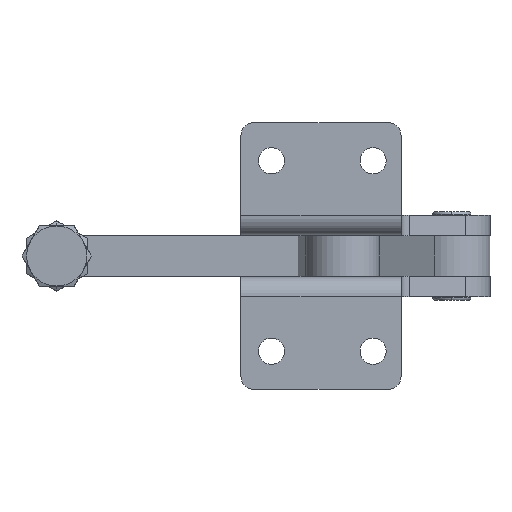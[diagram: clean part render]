
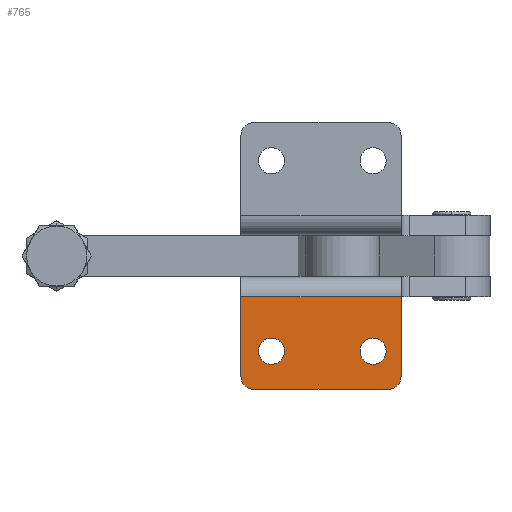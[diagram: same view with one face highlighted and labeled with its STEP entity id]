
A CAD part, front view. The second image highlights one B-rep face of the part: STEP entity #765.
In plain terms, the highlighted planar face has unit normal (0, -1, 0).
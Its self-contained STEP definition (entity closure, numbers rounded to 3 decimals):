
#765 = ADVANCED_FACE ( 'NONE', ( #3562, #3578, #3574 ), #26124, .F. ) ;
#2413 = LINE ( 'NONE', #24920, #2417 ) ;
#2415 = LINE ( 'NONE', #24926, #2422 ) ;
#2416 = CIRCLE ( 'NONE', #8012, 5. ) ;
#2417 = VECTOR ( 'NONE', #24916, 1000. ) ;
#2419 = CIRCLE ( 'NONE', #8015, 5.15 ) ;
#2420 = CIRCLE ( 'NONE', #8013, 5. ) ;
#2422 = VECTOR ( 'NONE', #24910, 1000. ) ;
#2425 = LINE ( 'NONE', #24925, #2429 ) ;
#2427 = LINE ( 'NONE', #24934, #2433 ) ;
#2429 = VECTOR ( 'NONE', #24924, 1000. ) ;
#2431 = CIRCLE ( 'NONE', #8014, 5.15 ) ;
#2433 = VECTOR ( 'NONE', #24935, 1000. ) ;
#2457 = CIRCLE ( 'NONE', #8020, 5.15 ) ;
#2469 = CIRCLE ( 'NONE', #8022, 5.15 ) ;
#3562 = FACE_BOUND ( 'NONE', #17588, .T. ) ;
#3574 = FACE_OUTER_BOUND ( 'NONE', #17590, .T. ) ;
#3578 = FACE_BOUND ( 'NONE', #17584, .T. ) ;
#8012 = AXIS2_PLACEMENT_3D ( 'NONE', #24927, #24928, #24929 ) ;
#8013 = AXIS2_PLACEMENT_3D ( 'NONE', #24931, #24932, #24933 ) ;
#8014 = AXIS2_PLACEMENT_3D ( 'NONE', #24937, #24938, #24939 ) ;
#8015 = AXIS2_PLACEMENT_3D ( 'NONE', #24942, #24943, #24944 ) ;
#8020 = AXIS2_PLACEMENT_3D ( 'NONE', #24967, #24968, #24969 ) ;
#8022 = AXIS2_PLACEMENT_3D ( 'NONE', #24975, #24976, #24977 ) ;
#9157 = AXIS2_PLACEMENT_3D ( 'NONE', #26123, #26121, #26126 ) ;
#14624 = VERTEX_POINT ( 'NONE', #23735 ) ;
#14657 = VERTEX_POINT ( 'NONE', #23768 ) ;
#14677 = VERTEX_POINT ( 'NONE', #23788 ) ;
#14692 = VERTEX_POINT ( 'NONE', #23803 ) ;
#14830 = VERTEX_POINT ( 'NONE', #23941 ) ;
#14890 = VERTEX_POINT ( 'NONE', #24001 ) ;
#14898 = VERTEX_POINT ( 'NONE', #24009 ) ;
#15108 = VERTEX_POINT ( 'NONE', #24219 ) ;
#15109 = VERTEX_POINT ( 'NONE', #24220 ) ;
#17584 = EDGE_LOOP ( 'NONE', ( #23086, #23087 ) ) ;
#17588 = EDGE_LOOP ( 'NONE', ( #23084, #23085 ) ) ;
#17590 = EDGE_LOOP ( 'NONE', ( #23088, #23089, #23090, #23091, #23092, #23093 ) ) ;
#17829 = VERTEX_POINT ( 'NONE', #24624 ) ;
#22662 = EDGE_CURVE ( 'NONE', #15108, #14898, #2413, .T. ) ;
#22663 = EDGE_CURVE ( 'NONE', #14624, #14898, #2416, .T. ) ;
#22664 = EDGE_CURVE ( 'NONE', #14692, #14624, #2415, .T. ) ;
#22665 = EDGE_CURVE ( 'NONE', #14890, #14692, #2420, .T. ) ;
#22666 = EDGE_CURVE ( 'NONE', #14890, #14677, #2425, .T. ) ;
#22667 = EDGE_CURVE ( 'NONE', #14677, #15108, #2427, .T. ) ;
#22668 = EDGE_CURVE ( 'NONE', #14830, #17829, #2431, .T. ) ;
#22669 = EDGE_CURVE ( 'NONE', #14657, #15109, #2419, .T. ) ;
#22679 = EDGE_CURVE ( 'NONE', #17829, #14830, #2457, .T. ) ;
#22683 = EDGE_CURVE ( 'NONE', #15109, #14657, #2469, .T. ) ;
#23084 = ORIENTED_EDGE ( 'NONE', *, *, #22669, .F. ) ;
#23085 = ORIENTED_EDGE ( 'NONE', *, *, #22683, .F. ) ;
#23086 = ORIENTED_EDGE ( 'NONE', *, *, #22668, .F. ) ;
#23087 = ORIENTED_EDGE ( 'NONE', *, *, #22679, .F. ) ;
#23088 = ORIENTED_EDGE ( 'NONE', *, *, #22667, .F. ) ;
#23089 = ORIENTED_EDGE ( 'NONE', *, *, #22666, .F. ) ;
#23090 = ORIENTED_EDGE ( 'NONE', *, *, #22665, .T. ) ;
#23091 = ORIENTED_EDGE ( 'NONE', *, *, #22664, .T. ) ;
#23092 = ORIENTED_EDGE ( 'NONE', *, *, #22663, .T. ) ;
#23093 = ORIENTED_EDGE ( 'NONE', *, *, #22662, .F. ) ;
#23735 = CARTESIAN_POINT ( 'NONE',  ( 58., 22.5, -52.5 ) ) ;
#23768 = CARTESIAN_POINT ( 'NONE',  ( 52., 22.5, -42.65 ) ) ;
#23788 = CARTESIAN_POINT ( 'NONE',  ( 0., 22.5, -16. ) ) ;
#23803 = CARTESIAN_POINT ( 'NONE',  ( 5., 22.5, -52.5 ) ) ;
#23941 = CARTESIAN_POINT ( 'NONE',  ( 12., 22.5, -42.65 ) ) ;
#24001 = CARTESIAN_POINT ( 'NONE',  ( 0., 22.5, -47.5 ) ) ;
#24009 = CARTESIAN_POINT ( 'NONE',  ( 63., 22.5, -47.5 ) ) ;
#24219 = CARTESIAN_POINT ( 'NONE',  ( 63., 22.5, -16. ) ) ;
#24220 = CARTESIAN_POINT ( 'NONE',  ( 52., 22.5, -32.35 ) ) ;
#24624 = CARTESIAN_POINT ( 'NONE',  ( 12., 22.5, -32.35 ) ) ;
#24910 = DIRECTION ( 'NONE',  ( 1., 0., 0. ) ) ;
#24916 = DIRECTION ( 'NONE',  ( 0., 0., -1. ) ) ;
#24920 = CARTESIAN_POINT ( 'NONE',  ( 63., 22.5, 16. ) ) ;
#24924 = DIRECTION ( 'NONE',  ( 0., 0., 1. ) ) ;
#24925 = CARTESIAN_POINT ( 'NONE',  ( 0., 22.5, 16. ) ) ;
#24926 = CARTESIAN_POINT ( 'NONE',  ( 0., 22.5, -52.5 ) ) ;
#24927 = CARTESIAN_POINT ( 'NONE',  ( 58., 22.5, -47.5 ) ) ;
#24928 = DIRECTION ( 'NONE',  ( 0., -1., 0. ) ) ;
#24929 = DIRECTION ( 'NONE',  ( 0., 0., -1. ) ) ;
#24931 = CARTESIAN_POINT ( 'NONE',  ( 5., 22.5, -47.5 ) ) ;
#24932 = DIRECTION ( 'NONE',  ( 0., -1., 0. ) ) ;
#24933 = DIRECTION ( 'NONE',  ( 0., 0., -1. ) ) ;
#24934 = CARTESIAN_POINT ( 'NONE',  ( 98., 22.5, -16. ) ) ;
#24935 = DIRECTION ( 'NONE',  ( 1., 0., 0. ) ) ;
#24937 = CARTESIAN_POINT ( 'NONE',  ( 12., 22.5, -37.5 ) ) ;
#24938 = DIRECTION ( 'NONE',  ( 0., -1., 0. ) ) ;
#24939 = DIRECTION ( 'NONE',  ( 0., 0., -1. ) ) ;
#24942 = CARTESIAN_POINT ( 'NONE',  ( 52., 22.5, -37.5 ) ) ;
#24943 = DIRECTION ( 'NONE',  ( 0., -1., 0. ) ) ;
#24944 = DIRECTION ( 'NONE',  ( 0., 0., -1. ) ) ;
#24967 = CARTESIAN_POINT ( 'NONE',  ( 12., 22.5, -37.5 ) ) ;
#24968 = DIRECTION ( 'NONE',  ( 0., -1., 0. ) ) ;
#24969 = DIRECTION ( 'NONE',  ( 0., 0., -1. ) ) ;
#24975 = CARTESIAN_POINT ( 'NONE',  ( 52., 22.5, -37.5 ) ) ;
#24976 = DIRECTION ( 'NONE',  ( 0., -1., 0. ) ) ;
#24977 = DIRECTION ( 'NONE',  ( 0., 0., -1. ) ) ;
#26121 = DIRECTION ( 'NONE',  ( 0., 1., 0. ) ) ;
#26123 = CARTESIAN_POINT ( 'NONE',  ( -7.259, 22.5, 239.988 ) ) ;
#26124 = PLANE ( 'NONE',  #9157 ) ;
#26126 = DIRECTION ( 'NONE',  ( 0., 0., 1. ) ) ;
